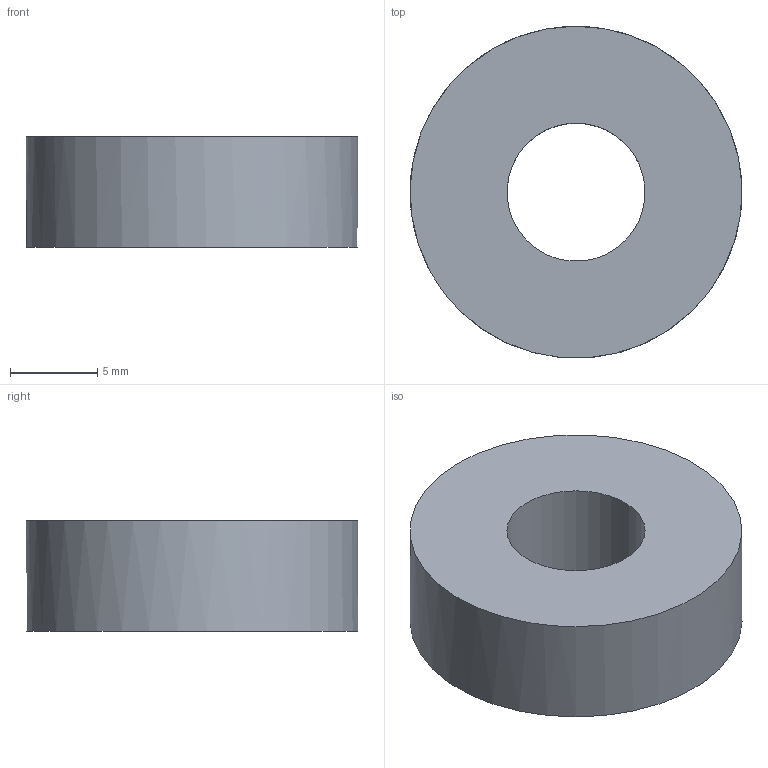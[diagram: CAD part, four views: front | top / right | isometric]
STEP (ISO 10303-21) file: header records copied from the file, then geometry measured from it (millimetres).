
FILE_DESCRIPTION(/* description */ (''),/* implementation_level */ '2;1');
FILE_NAME(/* name */ 'RNMG190600.stp',/* time_stamp */ '2017-03-21T10:54:15',/* author */ ('Sandvik Coromant R&D'),/* organization */ ('Sandvik Machining Solutions'),/* preprocessor_version */ 'ST-DEVELOPER v15',/* originating_system */ 'SIEMENS PLM Software NX v8.5.3.3(64 bits)',/* authorization */ '');
FILE_SCHEMA(('AUTOMOTIVE_DESIGN'));
Length unit declared in the file: millimetre
Products named in the file (1): IsoTurningInsert
Bounding box: 19.04 x 19.03 x 6.35 mm (x, y, z)
Volume: 1496.7 mm3; surface area: 1009.5 mm2
Topology: 1 solids, 1 shells, 4 faces, 8 edges, 6 vertices
Faces by surface type: plane 2, cylinder 2
Full cylindrical faces by diameter (mm): 7.925 x1, 19.05 x1
Entity records: 215 total; most frequent: CARTESIAN_POINT 84, DIRECTION 22, AXIS2_PLACEMENT_3D 11, FACE_BOUND 8, EDGE_LOOP 8, ORIENTED_EDGE 8, PRESENTATION_STYLE_ASSIGNMENT 6, ADVANCED_FACE 4
